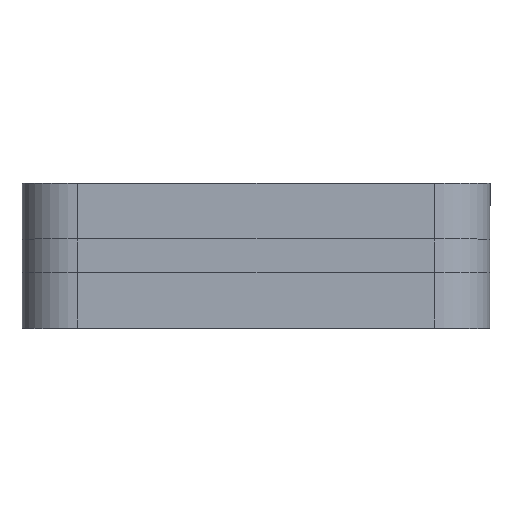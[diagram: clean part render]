
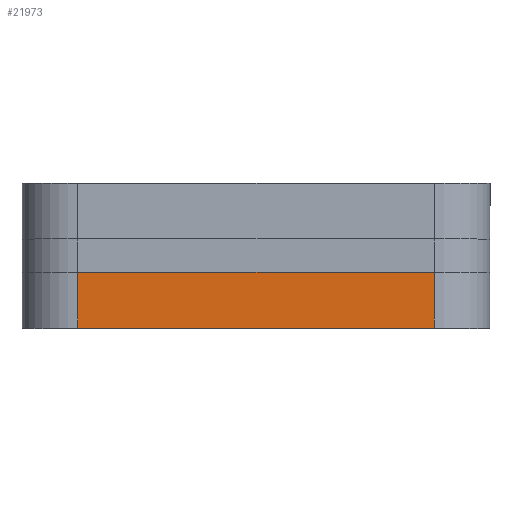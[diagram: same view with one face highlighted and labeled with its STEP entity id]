
A CAD part, top view. The second image highlights one B-rep face of the part: STEP entity #21973.
In plain terms, the highlighted planar face has unit normal (0, 0, 1).
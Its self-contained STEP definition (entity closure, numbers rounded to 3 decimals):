
#482 = LINE ( 'NONE', #22286, #10749 ) ;
#1146 = VERTEX_POINT ( 'NONE', #17893 ) ;
#2390 = CARTESIAN_POINT ( 'NONE',  ( -210., 25., 165. ) ) ;
#2825 = LINE ( 'NONE', #9015, #16244 ) ;
#4133 = VECTOR ( 'NONE', #22282, 1000. ) ;
#7263 = ORIENTED_EDGE ( 'NONE', *, *, #19349, .T. ) ;
#8191 = DIRECTION ( 'NONE',  ( 0., 0., -1. ) ) ;
#8742 = ORIENTED_EDGE ( 'NONE', *, *, #17435, .T. ) ;
#9015 = CARTESIAN_POINT ( 'NONE',  ( -210., 25., 165. ) ) ;
#9807 = VERTEX_POINT ( 'NONE', #19457 ) ;
#9942 = ORIENTED_EDGE ( 'NONE', *, *, #13690, .T. ) ;
#10051 = FACE_OUTER_BOUND ( 'NONE', #20945, .T. ) ;
#10749 = VECTOR ( 'NONE', #13225, 1000. ) ;
#11010 = CARTESIAN_POINT ( 'NONE',  ( -160., -25., 165. ) ) ;
#12395 = DIRECTION ( 'NONE',  ( 1., 0., 0. ) ) ;
#12532 = LINE ( 'NONE', #16067, #21587 ) ;
#13225 = DIRECTION ( 'NONE',  ( 0., 1., 0. ) ) ;
#13690 = EDGE_CURVE ( 'NONE', #13894, #15338, #12532, .T. ) ;
#13894 = VERTEX_POINT ( 'NONE', #11010 ) ;
#15127 = EDGE_CURVE ( 'NONE', #1146, #9807, #2825, .T. ) ;
#15338 = VERTEX_POINT ( 'NONE', #17809 ) ;
#15465 = DIRECTION ( 'NONE',  ( -1., 0., 0. ) ) ;
#15621 = PLANE ( 'NONE',  #16795 ) ;
#16067 = CARTESIAN_POINT ( 'NONE',  ( -210., -25., 165. ) ) ;
#16244 = VECTOR ( 'NONE', #16506, 1000. ) ;
#16374 = CARTESIAN_POINT ( 'NONE',  ( -160., 25., 165. ) ) ;
#16506 = DIRECTION ( 'NONE',  ( 1., 0., 0. ) ) ;
#16795 = AXIS2_PLACEMENT_3D ( 'NONE', #2390, #8191, #15465 ) ;
#17097 = ORIENTED_EDGE ( 'NONE', *, *, #15127, .F. ) ;
#17278 = LINE ( 'NONE', #16374, #4133 ) ;
#17435 = EDGE_CURVE ( 'NONE', #1146, #13894, #17278, .T. ) ;
#17809 = CARTESIAN_POINT ( 'NONE',  ( 160., -25., 165. ) ) ;
#17893 = CARTESIAN_POINT ( 'NONE',  ( -160., 25., 165. ) ) ;
#19349 = EDGE_CURVE ( 'NONE', #15338, #9807, #482, .T. ) ;
#19457 = CARTESIAN_POINT ( 'NONE',  ( 160., 25., 165. ) ) ;
#20945 = EDGE_LOOP ( 'NONE', ( #9942, #7263, #17097, #8742 ) ) ;
#21587 = VECTOR ( 'NONE', #12395, 1000. ) ;
#21973 = ADVANCED_FACE ( 'NONE', ( #10051 ), #15621, .F. ) ;
#22282 = DIRECTION ( 'NONE',  ( 0., -1., 0. ) ) ;
#22286 = CARTESIAN_POINT ( 'NONE',  ( 160., 25., 165. ) ) ;
